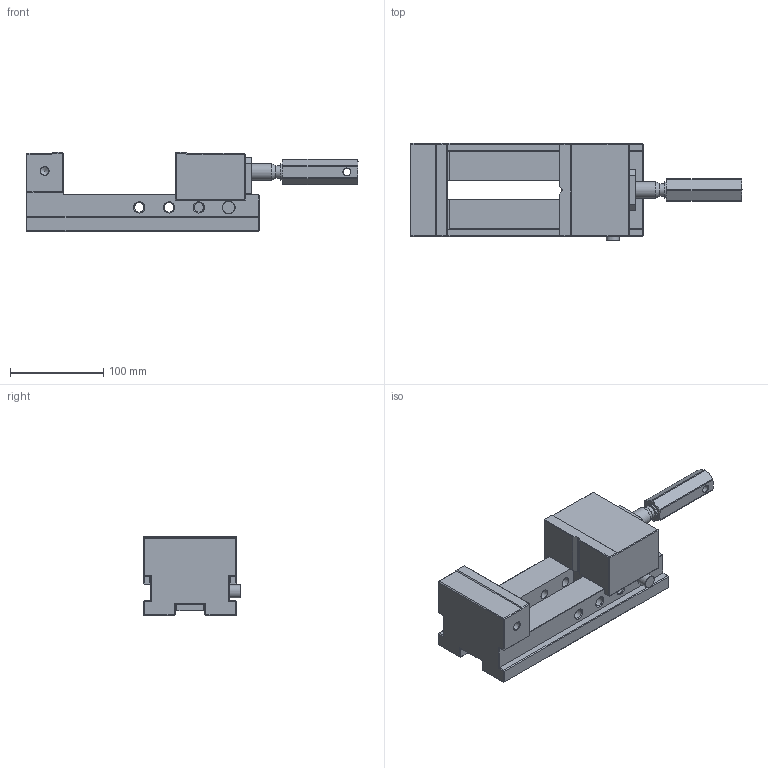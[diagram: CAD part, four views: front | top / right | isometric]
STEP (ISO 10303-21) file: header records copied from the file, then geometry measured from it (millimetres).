
FILE_DESCRIPTION(/* description */ (''),/* implementation_level */ '2;1');
FILE_NAME(/* name */ '32N_100_Mordaza.stp',/* time_stamp */ '2013-07-24T13:45:06+02:00',/* author */ (''),/* organization */ (''),/* preprocessor_version */ 'ST-DEVELOPER v11',/* originating_system */ 'SIEMENS PLM Software NX 7.5',/* authorisation */ '');
FILE_SCHEMA (('AUTOMOTIVE_DESIGN { 1 0 10303 214 1 1 1 1 }'));
Length unit declared in the file: millimetre
Products named in the file (1): 32N_100_Mordaza
Bounding box: 356.1 x 104.2 x 85 mm (x, y, z)
Volume: 1269838.9 mm3; surface area: 181750.6 mm2
Topology: 7 solids, 7 shells, 311 faces, 800 edges, 510 vertices
Faces by surface type: plane 223, cylinder 47, cone 41
Full cylindrical faces by diameter (mm): 5.188 x1, 6.25 x1, 6.985 x2, 8.1 x3, 8.782 x2, 9.9 x1, 10 x2, 10.2 x8, 13.5 x5, 14 x2, 14.2 x1, 18 x2, 18.7 x1, 28 x1
Entity records: 10582 total; most frequent: CARTESIAN_POINT 1705, DIRECTION 1452, ORIENTED_EDGE 1424, EDGE_CURVE 712, LINE 564, VECTOR 564, VERTEX_POINT 495, AXIS2_PLACEMENT_3D 444
